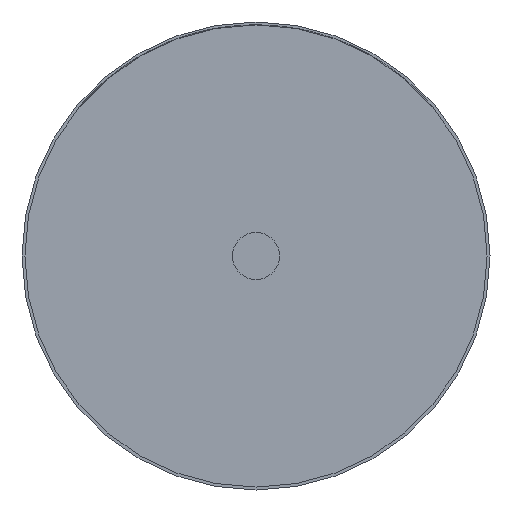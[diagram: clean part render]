
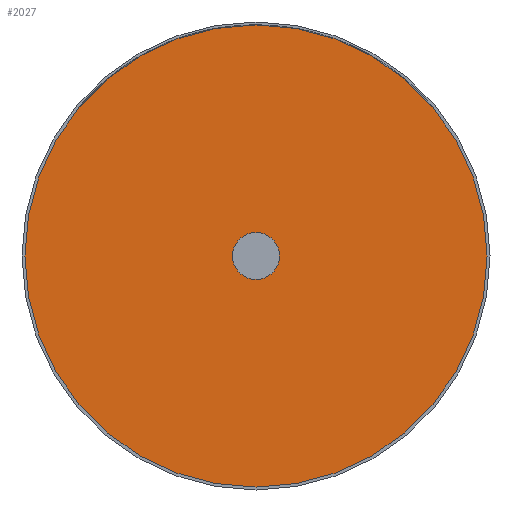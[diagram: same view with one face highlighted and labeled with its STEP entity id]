
A CAD part, front view. The second image highlights one B-rep face of the part: STEP entity #2027.
In plain terms, the highlighted planar face has unit normal (0, -1, 0).
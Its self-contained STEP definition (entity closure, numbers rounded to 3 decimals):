
#208 = VERTEX_POINT ( 'NONE', #2018 ) ;
#253 = ORIENTED_EDGE ( 'NONE', *, *, #4368, .F. ) ;
#343 = CARTESIAN_POINT ( 'NONE',  ( 0., 0., 0. ) ) ;
#513 = VERTEX_POINT ( 'NONE', #1224 ) ;
#622 = CARTESIAN_POINT ( 'NONE',  ( 0., 0., -6. ) ) ;
#656 = DIRECTION ( 'NONE',  ( 0., 1., 0. ) ) ;
#807 = CARTESIAN_POINT ( 'NONE',  ( 0., 0., 0. ) ) ;
#957 = PLANE ( 'NONE',  #1289 ) ;
#967 = CARTESIAN_POINT ( 'NONE',  ( 0., 0., 0. ) ) ;
#1224 = CARTESIAN_POINT ( 'NONE',  ( 0., 0., 59. ) ) ;
#1289 = AXIS2_PLACEMENT_3D ( 'NONE', #967, #1298, #1597 ) ;
#1298 = DIRECTION ( 'NONE',  ( 0., 1., 0. ) ) ;
#1303 = CIRCLE ( 'NONE', #4144, 59. ) ;
#1538 = EDGE_CURVE ( 'NONE', #513, #208, #3033, .T. ) ;
#1597 = DIRECTION ( 'NONE',  ( 0., 0., 1. ) ) ;
#1718 = CARTESIAN_POINT ( 'NONE',  ( 0., 0., 0. ) ) ;
#1735 = CIRCLE ( 'NONE', #2708, 6. ) ;
#1822 = EDGE_LOOP ( 'NONE', ( #3100, #3667 ) ) ;
#1940 = EDGE_LOOP ( 'NONE', ( #3555, #253 ) ) ;
#2018 = CARTESIAN_POINT ( 'NONE',  ( 0., 0., -59. ) ) ;
#2027 = ADVANCED_FACE ( 'NONE', ( #2323, #2696 ), #957, .F. ) ;
#2034 = DIRECTION ( 'NONE',  ( 0., 0., 1. ) ) ;
#2264 = DIRECTION ( 'NONE',  ( 0., -1., 0. ) ) ;
#2323 = FACE_OUTER_BOUND ( 'NONE', #1822, .T. ) ;
#2493 = VERTEX_POINT ( 'NONE', #3582 ) ;
#2500 = AXIS2_PLACEMENT_3D ( 'NONE', #807, #3516, #3036 ) ;
#2696 = FACE_BOUND ( 'NONE', #1940, .T. ) ;
#2708 = AXIS2_PLACEMENT_3D ( 'NONE', #3980, #2264, #4109 ) ;
#2719 = VERTEX_POINT ( 'NONE', #622 ) ;
#3033 = CIRCLE ( 'NONE', #3389, 59. ) ;
#3036 = DIRECTION ( 'NONE',  ( 0., 0., 1. ) ) ;
#3063 = CIRCLE ( 'NONE', #2500, 6. ) ;
#3100 = ORIENTED_EDGE ( 'NONE', *, *, #3706, .F. ) ;
#3125 = DIRECTION ( 'NONE',  ( 0., 1., 0. ) ) ;
#3196 = EDGE_CURVE ( 'NONE', #2493, #2719, #3063, .T. ) ;
#3389 = AXIS2_PLACEMENT_3D ( 'NONE', #1718, #656, #3434 ) ;
#3434 = DIRECTION ( 'NONE',  ( 0., 0., 1. ) ) ;
#3516 = DIRECTION ( 'NONE',  ( 0., -1., 0. ) ) ;
#3555 = ORIENTED_EDGE ( 'NONE', *, *, #3196, .F. ) ;
#3582 = CARTESIAN_POINT ( 'NONE',  ( 0., 0., 6. ) ) ;
#3667 = ORIENTED_EDGE ( 'NONE', *, *, #1538, .F. ) ;
#3706 = EDGE_CURVE ( 'NONE', #208, #513, #1303, .T. ) ;
#3980 = CARTESIAN_POINT ( 'NONE',  ( 0., 0., 0. ) ) ;
#4109 = DIRECTION ( 'NONE',  ( 0., 0., 1. ) ) ;
#4144 = AXIS2_PLACEMENT_3D ( 'NONE', #343, #3125, #2034 ) ;
#4368 = EDGE_CURVE ( 'NONE', #2719, #2493, #1735, .T. ) ;
